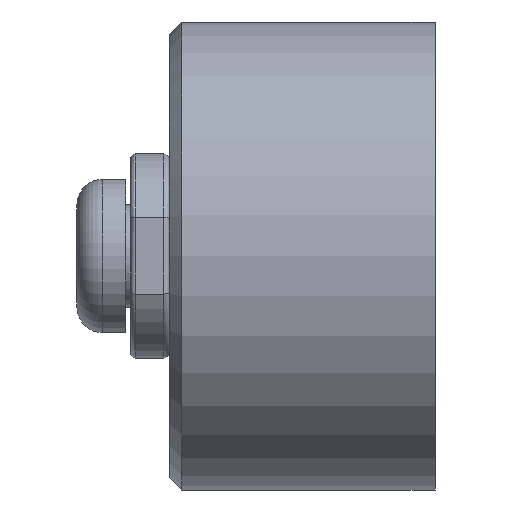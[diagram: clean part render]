
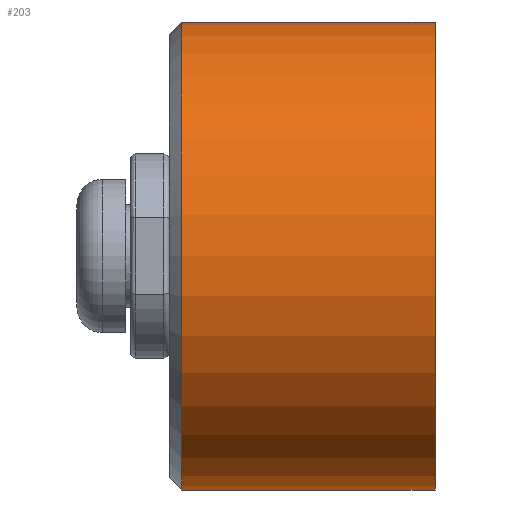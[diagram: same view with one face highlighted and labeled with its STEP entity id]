
A CAD part, top view. The second image highlights one B-rep face of the part: STEP entity #203.
In plain terms, the highlighted cylindrical face has radius 9.15 mm (diameter 18.3 mm), a full revolution.
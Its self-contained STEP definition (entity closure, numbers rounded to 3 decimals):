
#138=CYLINDRICAL_SURFACE('',#911,9.15);
#159=FACE_BOUND('',#314,.T.);
#160=FACE_BOUND('',#315,.T.);
#203=ADVANCED_FACE('',(#159,#160),#138,.T.);
#314=EDGE_LOOP('',(#453));
#315=EDGE_LOOP('',(#454));
#453=ORIENTED_EDGE('',*,*,#736,.T.);
#454=ORIENTED_EDGE('',*,*,#737,.F.);
#665=VERTEX_POINT('',#1271);
#666=VERTEX_POINT('',#1273);
#736=EDGE_CURVE('',#665,#665,#839,.T.);
#737=EDGE_CURVE('',#666,#666,#840,.T.);
#839=CIRCLE('',#909,9.15);
#840=CIRCLE('',#910,9.15);
#909=AXIS2_PLACEMENT_3D('',#1270,#1027,#1028);
#910=AXIS2_PLACEMENT_3D('',#1272,#1029,#1030);
#911=AXIS2_PLACEMENT_3D('',#1274,#1031,#1032);
#1027=DIRECTION('',(1.,0.,0.));
#1028=DIRECTION('',(0.,0.,1.));
#1029=DIRECTION('',(1.,0.,0.));
#1030=DIRECTION('',(0.,0.,-1.));
#1031=DIRECTION('',(1.,0.,0.));
#1032=DIRECTION('',(0.,0.,-1.));
#1270=CARTESIAN_POINT('',(-9.9,0.,0.));
#1271=CARTESIAN_POINT('',(-9.9,0.,9.15));
#1272=CARTESIAN_POINT('',(0.,0.,0.));
#1273=CARTESIAN_POINT('',(0.,0.,-9.15));
#1274=CARTESIAN_POINT('',(0.,0.,0.));
